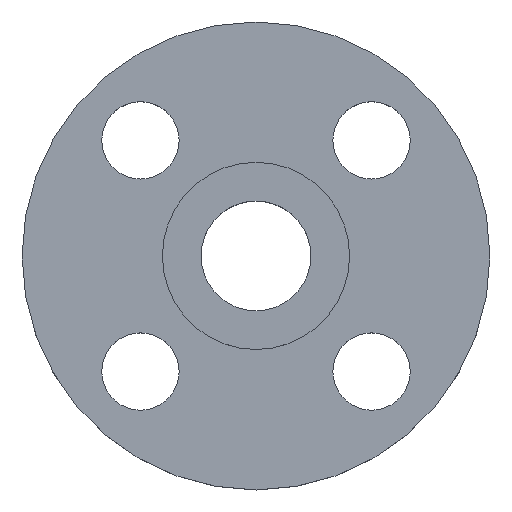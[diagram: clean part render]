
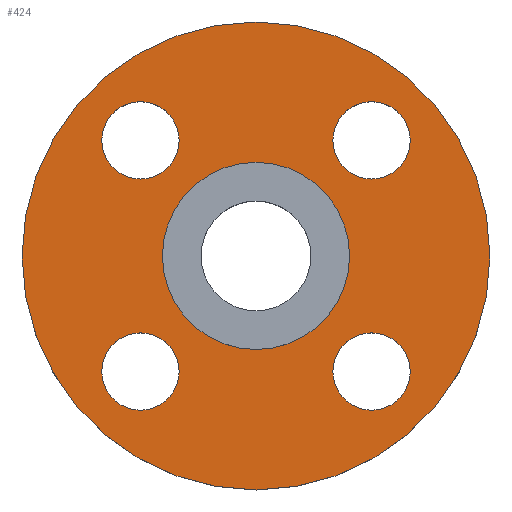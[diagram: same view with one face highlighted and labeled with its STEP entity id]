
A CAD part, top view. The second image highlights one B-rep face of the part: STEP entity #424.
In plain terms, the highlighted planar face has unit normal (0, 0, 1).
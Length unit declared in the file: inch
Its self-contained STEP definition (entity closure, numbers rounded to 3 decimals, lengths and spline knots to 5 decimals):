
#2 = EDGE_CURVE ( 'NONE', #363, #522, #439, .T. ) ;
#9 = CIRCLE ( 'NONE', #272, 1.875 ) ;
#14 = ORIENTED_EDGE ( 'NONE', *, *, #444, .T. ) ;
#23 = CARTESIAN_POINT ( 'NONE',  ( 0., 0., -0.0625 ) ) ;
#27 = CARTESIAN_POINT ( 'NONE',  ( 0., 0., -0.0625 ) ) ;
#29 = ORIENTED_EDGE ( 'NONE', *, *, #46, .F. ) ;
#30 = DIRECTION ( 'NONE',  ( 0., 0., 1. ) ) ;
#45 = VERTEX_POINT ( 'NONE', #346 ) ;
#46 = EDGE_CURVE ( 'NONE', #249, #672, #381, .T. ) ;
#49 = CARTESIAN_POINT ( 'NONE',  ( -0.92631, 0.61631, -0.0625 ) ) ;
#58 = DIRECTION ( 'NONE',  ( 0., 0., 1. ) ) ;
#65 = EDGE_CURVE ( 'NONE', #522, #363, #593, .T. ) ;
#73 = EDGE_CURVE ( 'NONE', #258, #196, #286, .T. ) ;
#74 = DIRECTION ( 'NONE',  ( 0., -1., 0. ) ) ;
#86 = DIRECTION ( 'NONE',  ( 0., 0., 1. ) ) ;
#87 = VERTEX_POINT ( 'NONE', #507 ) ;
#93 = EDGE_CURVE ( 'NONE', #45, #243, #698, .T. ) ;
#94 = CIRCLE ( 'NONE', #669, 0.31 ) ;
#95 = CIRCLE ( 'NONE', #309, 0.31 ) ;
#100 = DIRECTION ( 'NONE',  ( 0., 1., 0. ) ) ;
#106 = CIRCLE ( 'NONE', #495, 0.75 ) ;
#108 = CARTESIAN_POINT ( 'NONE',  ( -0.92631, -0.92631, -0.0625 ) ) ;
#121 = CARTESIAN_POINT ( 'NONE',  ( 0.92631, -0.92631, -0.0625 ) ) ;
#124 = ORIENTED_EDGE ( 'NONE', *, *, #65, .F. ) ;
#132 = AXIS2_PLACEMENT_3D ( 'NONE', #596, #256, #100 ) ;
#142 = EDGE_LOOP ( 'NONE', ( #643, #631 ) ) ;
#150 = EDGE_CURVE ( 'NONE', #696, #319, #485, .T. ) ;
#159 = ORIENTED_EDGE ( 'NONE', *, *, #150, .T. ) ;
#160 = FACE_BOUND ( 'NONE', #203, .T. ) ;
#161 = CIRCLE ( 'NONE', #556, 0.31 ) ;
#173 = CARTESIAN_POINT ( 'NONE',  ( 0.92631, -0.92631, -0.0625 ) ) ;
#189 = EDGE_LOOP ( 'NONE', ( #29, #688 ) ) ;
#194 = CARTESIAN_POINT ( 'NONE',  ( 0.92631, 0.92631, -0.0625 ) ) ;
#196 = VERTEX_POINT ( 'NONE', #697 ) ;
#203 = EDGE_LOOP ( 'NONE', ( #469, #14 ) ) ;
#206 = DIRECTION ( 'NONE',  ( 1., 0., 0. ) ) ;
#208 = EDGE_CURVE ( 'NONE', #319, #696, #9, .T. ) ;
#214 = DIRECTION ( 'NONE',  ( 1., 0., 0. ) ) ;
#219 = CARTESIAN_POINT ( 'NONE',  ( -0.61631, -0.92631, -0.0625 ) ) ;
#240 = CARTESIAN_POINT ( 'NONE',  ( -1.875, 0., -0.0625 ) ) ;
#243 = VERTEX_POINT ( 'NONE', #470 ) ;
#247 = DIRECTION ( 'NONE',  ( 1., 0., 0. ) ) ;
#249 = VERTEX_POINT ( 'NONE', #307 ) ;
#256 = DIRECTION ( 'NONE',  ( 0., 0., 1. ) ) ;
#258 = VERTEX_POINT ( 'NONE', #302 ) ;
#265 = DIRECTION ( 'NONE',  ( 0., 0., 1. ) ) ;
#272 = AXIS2_PLACEMENT_3D ( 'NONE', #700, #355, #530 ) ;
#286 = CIRCLE ( 'NONE', #451, 0.31 ) ;
#299 = AXIS2_PLACEMENT_3D ( 'NONE', #27, #337, #352 ) ;
#300 = CARTESIAN_POINT ( 'NONE',  ( 1.23631, 0.92631, -0.0625 ) ) ;
#302 = CARTESIAN_POINT ( 'NONE',  ( 0.92631, -1.23631, -0.0625 ) ) ;
#307 = CARTESIAN_POINT ( 'NONE',  ( -1.23631, -0.92631, -0.0625 ) ) ;
#309 = AXIS2_PLACEMENT_3D ( 'NONE', #194, #413, #247 ) ;
#310 = EDGE_CURVE ( 'NONE', #699, #87, #95, .T. ) ;
#317 = CARTESIAN_POINT ( 'NONE',  ( 1.875, 0., -0.0625 ) ) ;
#319 = VERTEX_POINT ( 'NONE', #317 ) ;
#326 = CARTESIAN_POINT ( 'NONE',  ( 0., 0., -0.0625 ) ) ;
#334 = DIRECTION ( 'NONE',  ( 0., 0., 1. ) ) ;
#337 = DIRECTION ( 'NONE',  ( 0., 0., -1. ) ) ;
#341 = CARTESIAN_POINT ( 'NONE',  ( -0.92631, 0.92631, -0.0625 ) ) ;
#346 = CARTESIAN_POINT ( 'NONE',  ( 0.75, 0., -0.0625 ) ) ;
#352 = DIRECTION ( 'NONE',  ( 1., 0., 0. ) ) ;
#355 = DIRECTION ( 'NONE',  ( 0., 0., 1. ) ) ;
#363 = VERTEX_POINT ( 'NONE', #49 ) ;
#369 = AXIS2_PLACEMENT_3D ( 'NONE', #406, #86, #538 ) ;
#373 = ORIENTED_EDGE ( 'NONE', *, *, #2, .F. ) ;
#381 = CIRCLE ( 'NONE', #626, 0.31 ) ;
#382 = FACE_BOUND ( 'NONE', #518, .T. ) ;
#389 = DIRECTION ( 'NONE',  ( 0., 0., 1. ) ) ;
#390 = EDGE_CURVE ( 'NONE', #672, #249, #94, .T. ) ;
#405 = DIRECTION ( 'NONE',  ( 0., 1., 0. ) ) ;
#406 = CARTESIAN_POINT ( 'NONE',  ( 0.92631, 0.92631, -0.0625 ) ) ;
#413 = DIRECTION ( 'NONE',  ( 0., 0., 1. ) ) ;
#424 = ADVANCED_FACE ( 'NONE', ( #553, #702, #382, #652, #160, #432 ), #605, .T. ) ;
#432 = FACE_OUTER_BOUND ( 'NONE', #486, .T. ) ;
#435 = DIRECTION ( 'NONE',  ( -1., 0., 0. ) ) ;
#439 = CIRCLE ( 'NONE', #132, 0.31 ) ;
#444 = EDGE_CURVE ( 'NONE', #243, #45, #106, .T. ) ;
#447 = CARTESIAN_POINT ( 'NONE',  ( -0.92631, -0.92631, -0.0625 ) ) ;
#448 = AXIS2_PLACEMENT_3D ( 'NONE', #326, #58, #214 ) ;
#451 = AXIS2_PLACEMENT_3D ( 'NONE', #121, #389, #621 ) ;
#458 = DIRECTION ( 'NONE',  ( 0., 0., 1. ) ) ;
#469 = ORIENTED_EDGE ( 'NONE', *, *, #93, .T. ) ;
#470 = CARTESIAN_POINT ( 'NONE',  ( -0.75, 0., -0.0625 ) ) ;
#471 = EDGE_CURVE ( 'NONE', #196, #258, #161, .T. ) ;
#485 = CIRCLE ( 'NONE', #610, 1.875 ) ;
#486 = EDGE_LOOP ( 'NONE', ( #505, #159 ) ) ;
#487 = CARTESIAN_POINT ( 'NONE',  ( 0., 0., -0.0625 ) ) ;
#495 = AXIS2_PLACEMENT_3D ( 'NONE', #487, #706, #206 ) ;
#503 = DIRECTION ( 'NONE',  ( 0., 0., 1. ) ) ;
#505 = ORIENTED_EDGE ( 'NONE', *, *, #208, .T. ) ;
#507 = CARTESIAN_POINT ( 'NONE',  ( 0.61631, 0.92631, -0.0625 ) ) ;
#511 = ORIENTED_EDGE ( 'NONE', *, *, #310, .F. ) ;
#512 = DIRECTION ( 'NONE',  ( -1., 0., 0. ) ) ;
#518 = EDGE_LOOP ( 'NONE', ( #124, #373 ) ) ;
#522 = VERTEX_POINT ( 'NONE', #678 ) ;
#530 = DIRECTION ( 'NONE',  ( 1., 0., 0. ) ) ;
#538 = DIRECTION ( 'NONE',  ( 1., 0., 0. ) ) ;
#542 = ORIENTED_EDGE ( 'NONE', *, *, #691, .F. ) ;
#553 = FACE_BOUND ( 'NONE', #142, .T. ) ;
#556 = AXIS2_PLACEMENT_3D ( 'NONE', #173, #334, #74 ) ;
#563 = EDGE_LOOP ( 'NONE', ( #511, #542 ) ) ;
#593 = CIRCLE ( 'NONE', #707, 0.31 ) ;
#596 = CARTESIAN_POINT ( 'NONE',  ( -0.92631, 0.92631, -0.0625 ) ) ;
#605 = PLANE ( 'NONE',  #448 ) ;
#610 = AXIS2_PLACEMENT_3D ( 'NONE', #23, #458, #676 ) ;
#621 = DIRECTION ( 'NONE',  ( 0., -1., 0. ) ) ;
#626 = AXIS2_PLACEMENT_3D ( 'NONE', #447, #30, #512 ) ;
#631 = ORIENTED_EDGE ( 'NONE', *, *, #471, .F. ) ;
#643 = ORIENTED_EDGE ( 'NONE', *, *, #73, .F. ) ;
#652 = FACE_BOUND ( 'NONE', #563, .T. ) ;
#669 = AXIS2_PLACEMENT_3D ( 'NONE', #108, #265, #435 ) ;
#672 = VERTEX_POINT ( 'NONE', #219 ) ;
#676 = DIRECTION ( 'NONE',  ( 1., 0., 0. ) ) ;
#678 = CARTESIAN_POINT ( 'NONE',  ( -0.92631, 1.23631, -0.0625 ) ) ;
#681 = CIRCLE ( 'NONE', #369, 0.31 ) ;
#688 = ORIENTED_EDGE ( 'NONE', *, *, #390, .F. ) ;
#691 = EDGE_CURVE ( 'NONE', #87, #699, #681, .T. ) ;
#696 = VERTEX_POINT ( 'NONE', #240 ) ;
#697 = CARTESIAN_POINT ( 'NONE',  ( 0.92631, -0.61631, -0.0625 ) ) ;
#698 = CIRCLE ( 'NONE', #299, 0.75 ) ;
#699 = VERTEX_POINT ( 'NONE', #300 ) ;
#700 = CARTESIAN_POINT ( 'NONE',  ( 0., 0., -0.0625 ) ) ;
#702 = FACE_BOUND ( 'NONE', #189, .T. ) ;
#706 = DIRECTION ( 'NONE',  ( 0., 0., -1. ) ) ;
#707 = AXIS2_PLACEMENT_3D ( 'NONE', #341, #503, #405 ) ;
